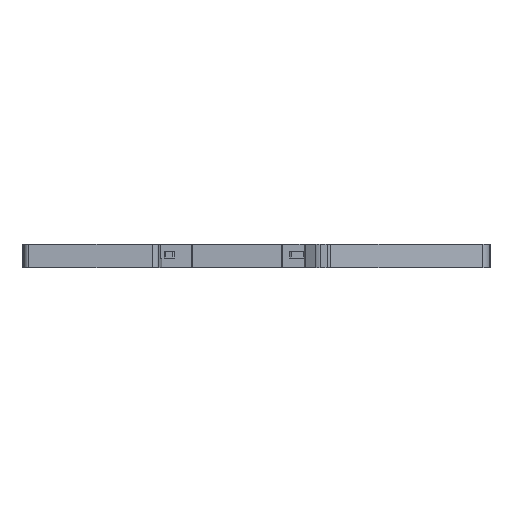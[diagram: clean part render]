
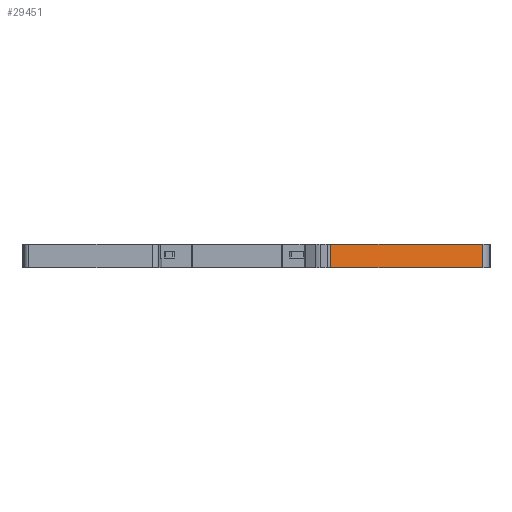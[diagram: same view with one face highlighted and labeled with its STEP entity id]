
A CAD part, front view. The second image highlights one B-rep face of the part: STEP entity #29451.
In plain terms, the highlighted planar face has unit normal (0.259, -0.966, 0).
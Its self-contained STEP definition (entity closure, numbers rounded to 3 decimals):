
#1090=DIRECTION('',(-0.966,-0.259,0.));
#1091=VECTOR('',#1090,34.43);
#1092=CARTESIAN_POINT('',(56.218,3.049,0.));
#1093=LINE('',#1092,#1091);
#2184=DIRECTION('',(0.966,0.259,0.));
#2185=VECTOR('',#2184,34.43);
#2186=CARTESIAN_POINT('',(22.961,-5.862,-5.2));
#2187=LINE('',#2186,#2185);
#3925=DIRECTION('',(0.,0.,-1.));
#3926=VECTOR('',#3925,5.2);
#3927=CARTESIAN_POINT('',(22.961,-5.862,0.));
#3928=LINE('',#3927,#3926);
#3937=DIRECTION('',(0.,0.,1.));
#3938=VECTOR('',#3937,5.2);
#3939=CARTESIAN_POINT('',(56.218,3.049,-5.2));
#3940=LINE('',#3939,#3938);
#18787=CARTESIAN_POINT('',(56.218,3.049,0.));
#18788=VERTEX_POINT('',#18787);
#18789=CARTESIAN_POINT('',(22.961,-5.862,0.));
#18790=VERTEX_POINT('',#18789);
#19053=CARTESIAN_POINT('',(22.961,-5.862,-5.2));
#19054=VERTEX_POINT('',#19053);
#19055=CARTESIAN_POINT('',(56.218,3.049,-5.2));
#19056=VERTEX_POINT('',#19055);
#29439=CARTESIAN_POINT('',(22.961,-5.862,0.));
#29440=DIRECTION('',(0.259,-0.966,0.));
#29441=DIRECTION('',(0.966,0.259,0.));
#29442=AXIS2_PLACEMENT_3D('',#29439,#29440,#29441);
#29443=PLANE('',#29442);
#29444=ORIENTED_EDGE('',*,*,#24016,.F.);
#29446=ORIENTED_EDGE('',*,*,#29445,.F.);
#29447=ORIENTED_EDGE('',*,*,#24983,.F.);
#29448=ORIENTED_EDGE('',*,*,#29420,.F.);
#29449=EDGE_LOOP('',(#29444,#29446,#29447,#29448));
#29450=FACE_OUTER_BOUND('',#29449,.F.);
#29451=ADVANCED_FACE('',(#29450),#29443,.T.);
#24016=EDGE_CURVE('',#18788,#18790,#1093,.T.);
#24983=EDGE_CURVE('',#19054,#19056,#2187,.T.);
#29420=EDGE_CURVE('',#18790,#19054,#3928,.T.);
#29445=EDGE_CURVE('',#19056,#18788,#3940,.T.);
